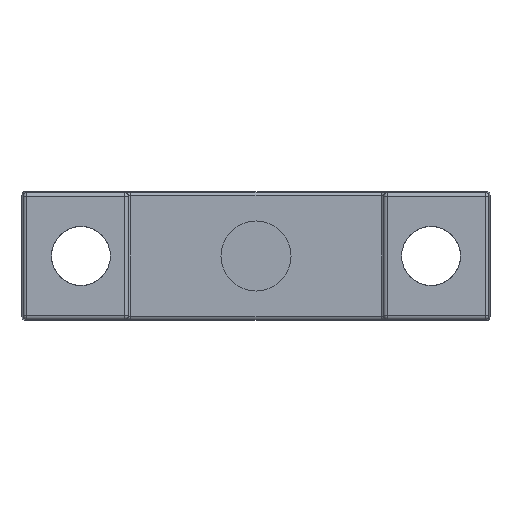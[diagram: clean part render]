
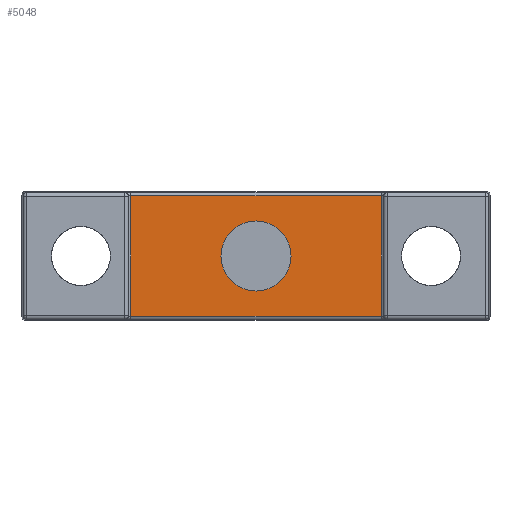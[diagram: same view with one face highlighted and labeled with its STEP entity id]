
A CAD part, front view. The second image highlights one B-rep face of the part: STEP entity #5048.
In plain terms, the highlighted planar face has unit normal (0, -1, 0).
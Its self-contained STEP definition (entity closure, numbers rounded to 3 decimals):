
#1490=DIRECTION('',(0.,0.,-1.));
#1491=VECTOR('',#1490,6.53);
#1492=CARTESIAN_POINT('',(6.801,-15.2,3.265));
#1493=LINE('',#1492,#1491);
#1494=DIRECTION('',(1.,0.,0.));
#1495=VECTOR('',#1494,13.601);
#1496=CARTESIAN_POINT('',(-6.801,-15.2,-3.265));
#1497=LINE('',#1496,#1495);
#1498=DIRECTION('',(0.,0.,1.));
#1499=VECTOR('',#1498,6.53);
#1500=CARTESIAN_POINT('',(-6.801,-15.2,-3.265));
#1501=LINE('',#1500,#1499);
#1502=DIRECTION('',(-1.,0.,0.));
#1503=VECTOR('',#1502,13.601);
#1504=CARTESIAN_POINT('',(6.801,-15.2,3.265));
#1505=LINE('',#1504,#1503);
#2332=CARTESIAN_POINT('',(0.,-15.2,0.));
#2333=DIRECTION('',(0.,1.,0.));
#2334=DIRECTION('',(1.,0.,0.));
#2335=AXIS2_PLACEMENT_3D('',#2332,#2333,#2334);
#2341=CARTESIAN_POINT('',(0.,-15.2,0.));
#2342=DIRECTION('',(0.,1.,0.));
#2343=DIRECTION('',(-1.,0.,0.));
#2344=AXIS2_PLACEMENT_3D('',#2341,#2342,#2343);
#2778=CARTESIAN_POINT('',(6.801,-15.2,3.265));
#2779=CARTESIAN_POINT('',(6.801,-15.2,-3.265));
#2780=VERTEX_POINT('',#2778);
#2781=VERTEX_POINT('',#2779);
#2786=CARTESIAN_POINT('',(-6.801,-15.2,-3.265));
#2787=CARTESIAN_POINT('',(-6.801,-15.2,3.265));
#2788=VERTEX_POINT('',#2786);
#2789=VERTEX_POINT('',#2787);
#2918=CARTESIAN_POINT('',(1.9,-15.2,0.));
#2919=CARTESIAN_POINT('',(-1.9,-15.2,0.));
#2920=VERTEX_POINT('',#2918);
#2921=VERTEX_POINT('',#2919);
#5028=CARTESIAN_POINT('',(-4.333,-15.2,-3.5));
#5029=DIRECTION('',(0.,-1.,0.));
#5030=DIRECTION('',(1.,0.,0.));
#5031=AXIS2_PLACEMENT_3D('',#5028,#5029,#5030);
#5032=PLANE('',#5031);
#5034=ORIENTED_EDGE('',*,*,#5033,.T.);
#5036=ORIENTED_EDGE('',*,*,#5035,.F.);
#5037=ORIENTED_EDGE('',*,*,#5018,.T.);
#5039=ORIENTED_EDGE('',*,*,#5038,.F.);
#5040=EDGE_LOOP('',(#5034,#5036,#5037,#5039));
#5041=FACE_OUTER_BOUND('',#5040,.F.);
#5043=ORIENTED_EDGE('',*,*,#5042,.F.);
#5045=ORIENTED_EDGE('',*,*,#5044,.F.);
#5046=EDGE_LOOP('',(#5043,#5045));
#5047=FACE_BOUND('',#5046,.F.);
#5048=ADVANCED_FACE('',(#5041,#5047),#5032,.T.);
#2336=CIRCLE('',#2335,1.9);
#2345=CIRCLE('',#2344,1.9);
#5018=EDGE_CURVE('',#2788,#2789,#1501,.T.);
#5033=EDGE_CURVE('',#2780,#2781,#1493,.T.);
#5035=EDGE_CURVE('',#2788,#2781,#1497,.T.);
#5038=EDGE_CURVE('',#2780,#2789,#1505,.T.);
#5042=EDGE_CURVE('',#2920,#2921,#2336,.T.);
#5044=EDGE_CURVE('',#2921,#2920,#2345,.T.);
